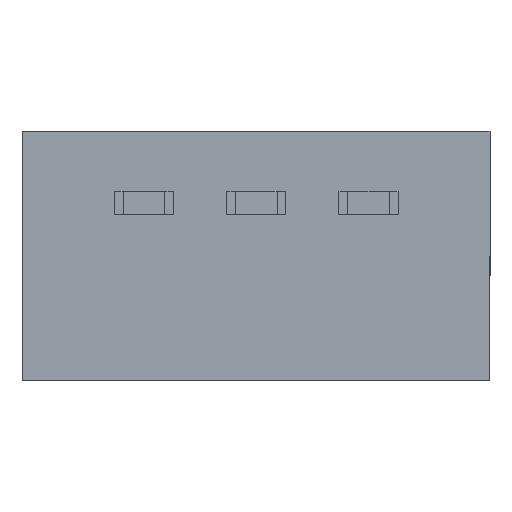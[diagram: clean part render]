
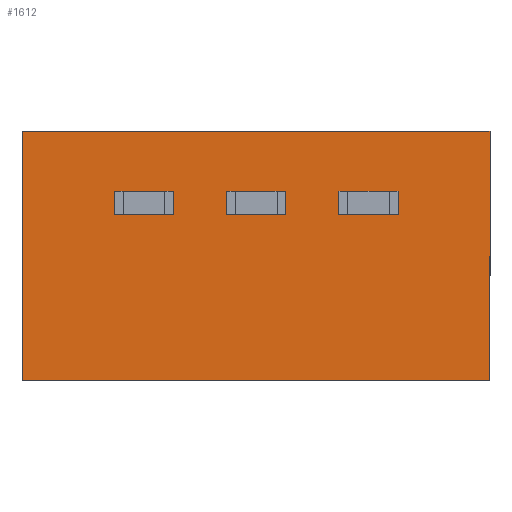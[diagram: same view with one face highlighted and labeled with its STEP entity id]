
A CAD part, front view. The second image highlights one B-rep face of the part: STEP entity #1612.
In plain terms, the highlighted planar face has unit normal (0, -1, 0).
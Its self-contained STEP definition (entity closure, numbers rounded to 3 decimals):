
#27 = VECTOR ( 'NONE', #1305, 1000. ) ;
#28 = LINE ( 'NONE', #1306, #27 ) ;
#38 = LINE ( 'NONE', #1331, #73 ) ;
#40 = VECTOR ( 'NONE', #1322, 1000. ) ;
#41 = LINE ( 'NONE', #1323, #40 ) ;
#42 = VECTOR ( 'NONE', #1324, 1000. ) ;
#43 = LINE ( 'NONE', #1325, #42 ) ;
#48 = VECTOR ( 'NONE', #1332, 1000. ) ;
#49 = LINE ( 'NONE', #1334, #48 ) ;
#62 = VECTOR ( 'NONE', #1347, 1000. ) ;
#63 = LINE ( 'NONE', #1349, #62 ) ;
#73 = VECTOR ( 'NONE', #1316, 1000. ) ;
#76 = VECTOR ( 'NONE', #1364, 1000. ) ;
#81 = LINE ( 'NONE', #1365, #76 ) ;
#85 = VECTOR ( 'NONE', #1001, 1000. ) ;
#94 = VECTOR ( 'NONE', #1062, 1000. ) ;
#95 = LINE ( 'NONE', #1063, #94 ) ;
#100 = VECTOR ( 'NONE', #1086, 1000. ) ;
#101 = LINE ( 'NONE', #1089, #100 ) ;
#105 = LINE ( 'NONE', #1183, #85 ) ;
#114 = VECTOR ( 'NONE', #1206, 1000. ) ;
#115 = LINE ( 'NONE', #1215, #114 ) ;
#156 = VECTOR ( 'NONE', #1402, 1000. ) ;
#157 = LINE ( 'NONE', #1403, #156 ) ;
#195 = LINE ( 'NONE', #1464, #205 ) ;
#205 = VECTOR ( 'NONE', #1452, 1000. ) ;
#208 = LINE ( 'NONE', #1466, #215 ) ;
#209 = VECTOR ( 'NONE', #1472, 1000. ) ;
#215 = VECTOR ( 'NONE', #1465, 1000. ) ;
#216 = LINE ( 'NONE', #1478, #209 ) ;
#242 = VECTOR ( 'NONE', #1497, 1000. ) ;
#273 = EDGE_CURVE ( 'NONE', #1567, #1512, #1986, .T. ) ;
#295 = EDGE_CURVE ( 'NONE', #1560, #1541, #216, .T. ) ;
#298 = EDGE_CURVE ( 'NONE', #1554, #1576, #208, .T. ) ;
#303 = EDGE_CURVE ( 'NONE', #1560, #1554, #195, .T. ) ;
#323 = EDGE_CURVE ( 'NONE', #1443, #1584, #157, .T. ) ;
#343 = EDGE_CURVE ( 'NONE', #1328, #1142, #115, .T. ) ;
#351 = EDGE_CURVE ( 'NONE', #1541, #1576, #101, .T. ) ;
#354 = EDGE_CURVE ( 'NONE', #1254, #1170, #95, .T. ) ;
#359 = EDGE_CURVE ( 'NONE', #1533, #1523, #105, .T. ) ;
#364 = EDGE_CURVE ( 'NONE', #1142, #1533, #81, .T. ) ;
#370 = EDGE_CURVE ( 'NONE', #1530, #1443, #63, .T. ) ;
#377 = EDGE_CURVE ( 'NONE', #1170, #1567, #49, .T. ) ;
#380 = EDGE_CURVE ( 'NONE', #1512, #1254, #43, .T. ) ;
#381 = EDGE_CURVE ( 'NONE', #1523, #1328, #41, .T. ) ;
#383 = EDGE_CURVE ( 'NONE', #1238, #1530, #38, .T. ) ;
#388 = EDGE_CURVE ( 'NONE', #1584, #1238, #28, .T. ) ;
#460 = EDGE_LOOP ( 'NONE', ( #2172, #2173, #2174, #2175 ) ) ;
#482 = EDGE_LOOP ( 'NONE', ( #2176, #2177, #2178, #2179 ) ) ;
#526 = AXIS2_PLACEMENT_3D ( 'NONE', #830, #803, #802 ) ;
#802 = DIRECTION ( 'NONE',  ( 0., 0., -1. ) ) ;
#803 = DIRECTION ( 'NONE',  ( 0., -1., 0. ) ) ;
#830 = CARTESIAN_POINT ( 'NONE',  ( 0., -15.42, -1. ) ) ;
#838 = PLANE ( 'NONE',  #526 ) ;
#1001 = DIRECTION ( 'NONE',  ( 0., 0., 1. ) ) ;
#1062 = DIRECTION ( 'NONE',  ( 0., 0., 1. ) ) ;
#1063 = CARTESIAN_POINT ( 'NONE',  ( 4.43, -15.42, -1. ) ) ;
#1086 = DIRECTION ( 'NONE',  ( -1., 0., 0. ) ) ;
#1089 = CARTESIAN_POINT ( 'NONE',  ( 0., -15.42, 4.4 ) ) ;
#1142 = VERTEX_POINT ( 'NONE', #1302 ) ;
#1170 = VERTEX_POINT ( 'NONE', #1286 ) ;
#1183 = CARTESIAN_POINT ( 'NONE',  ( 2., -15.42, -1. ) ) ;
#1201 = CARTESIAN_POINT ( 'NONE',  ( 8.14, -15.42, 2.6 ) ) ;
#1206 = DIRECTION ( 'NONE',  ( 0., 0., -1. ) ) ;
#1209 = CARTESIAN_POINT ( 'NONE',  ( 0., -15.42, 4.4 ) ) ;
#1215 = CARTESIAN_POINT ( 'NONE',  ( 3.28, -15.42, 3.1 ) ) ;
#1218 = CARTESIAN_POINT ( 'NONE',  ( 5.71, -15.42, 3.1 ) ) ;
#1221 = CARTESIAN_POINT ( 'NONE',  ( 10.13, -15.42, -1. ) ) ;
#1224 = CARTESIAN_POINT ( 'NONE',  ( 0., -15.42, -1. ) ) ;
#1234 = CARTESIAN_POINT ( 'NONE',  ( 10.13, -15.42, 4.4 ) ) ;
#1238 = VERTEX_POINT ( 'NONE', #1284 ) ;
#1246 = CARTESIAN_POINT ( 'NONE',  ( 2., -15.42, 2.6 ) ) ;
#1250 = CARTESIAN_POINT ( 'NONE',  ( 6.86, -15.42, 3.1 ) ) ;
#1254 = VERTEX_POINT ( 'NONE', #1282 ) ;
#1257 = CARTESIAN_POINT ( 'NONE',  ( 2., -15.42, 3.1 ) ) ;
#1266 = CARTESIAN_POINT ( 'NONE',  ( 5.71, -15.42, 2.6 ) ) ;
#1276 = CARTESIAN_POINT ( 'NONE',  ( 8.14, -15.42, 3.1 ) ) ;
#1281 = CARTESIAN_POINT ( 'NONE',  ( 3.28, -15.42, 3.1 ) ) ;
#1282 = CARTESIAN_POINT ( 'NONE',  ( 4.43, -15.42, 2.6 ) ) ;
#1284 = CARTESIAN_POINT ( 'NONE',  ( 6.86, -15.42, 2.6 ) ) ;
#1286 = CARTESIAN_POINT ( 'NONE',  ( 4.43, -15.42, 3.1 ) ) ;
#1302 = CARTESIAN_POINT ( 'NONE',  ( 3.28, -15.42, 2.6 ) ) ;
#1305 = DIRECTION ( 'NONE',  ( -1., 0., 0. ) ) ;
#1306 = CARTESIAN_POINT ( 'NONE',  ( 6.86, -15.42, 2.6 ) ) ;
#1316 = DIRECTION ( 'NONE',  ( 0., 0., 1. ) ) ;
#1322 = DIRECTION ( 'NONE',  ( 1., 0., 0. ) ) ;
#1323 = CARTESIAN_POINT ( 'NONE',  ( 2., -15.42, 3.1 ) ) ;
#1324 = DIRECTION ( 'NONE',  ( -1., 0., 0. ) ) ;
#1325 = CARTESIAN_POINT ( 'NONE',  ( 4.43, -15.42, 2.6 ) ) ;
#1328 = VERTEX_POINT ( 'NONE', #1281 ) ;
#1331 = CARTESIAN_POINT ( 'NONE',  ( 6.86, -15.42, -1. ) ) ;
#1332 = DIRECTION ( 'NONE',  ( 1., 0., 0. ) ) ;
#1334 = CARTESIAN_POINT ( 'NONE',  ( 4.43, -15.42, 3.1 ) ) ;
#1347 = DIRECTION ( 'NONE',  ( 1., 0., 0. ) ) ;
#1349 = CARTESIAN_POINT ( 'NONE',  ( 6.86, -15.42, 3.1 ) ) ;
#1364 = DIRECTION ( 'NONE',  ( -1., 0., 0. ) ) ;
#1365 = CARTESIAN_POINT ( 'NONE',  ( 2., -15.42, 2.6 ) ) ;
#1402 = DIRECTION ( 'NONE',  ( 0., 0., -1. ) ) ;
#1403 = CARTESIAN_POINT ( 'NONE',  ( 8.14, -15.42, 3.1 ) ) ;
#1443 = VERTEX_POINT ( 'NONE', #1276 ) ;
#1452 = DIRECTION ( 'NONE',  ( -1., 0., 0. ) ) ;
#1464 = CARTESIAN_POINT ( 'NONE',  ( 1., -15.42, -1. ) ) ;
#1465 = DIRECTION ( 'NONE',  ( 0., 0., 1. ) ) ;
#1466 = CARTESIAN_POINT ( 'NONE',  ( 0., -15.42, -1. ) ) ;
#1472 = DIRECTION ( 'NONE',  ( 0., 0., 1. ) ) ;
#1478 = CARTESIAN_POINT ( 'NONE',  ( 10.13, -15.42, -1. ) ) ;
#1497 = DIRECTION ( 'NONE',  ( 0., 0., -1. ) ) ;
#1512 = VERTEX_POINT ( 'NONE', #1266 ) ;
#1523 = VERTEX_POINT ( 'NONE', #1257 ) ;
#1530 = VERTEX_POINT ( 'NONE', #1250 ) ;
#1533 = VERTEX_POINT ( 'NONE', #1246 ) ;
#1541 = VERTEX_POINT ( 'NONE', #1234 ) ;
#1554 = VERTEX_POINT ( 'NONE', #1224 ) ;
#1560 = VERTEX_POINT ( 'NONE', #1221 ) ;
#1567 = VERTEX_POINT ( 'NONE', #1218 ) ;
#1570 = CARTESIAN_POINT ( 'NONE',  ( 5.71, -15.42, 3.1 ) ) ;
#1576 = VERTEX_POINT ( 'NONE', #1209 ) ;
#1584 = VERTEX_POINT ( 'NONE', #1201 ) ;
#1612 = ADVANCED_FACE ( 'NONE', ( #1734, #1731, #1699, #1693 ), #838, .T. ) ;
#1693 = FACE_BOUND ( 'NONE', #2148, .T. ) ;
#1699 = FACE_OUTER_BOUND ( 'NONE', #482, .T. ) ;
#1731 = FACE_BOUND ( 'NONE', #460, .T. ) ;
#1734 = FACE_BOUND ( 'NONE', #2144, .T. ) ;
#1986 = LINE ( 'NONE', #1570, #242 ) ;
#2144 = EDGE_LOOP ( 'NONE', ( #2168, #2169, #2170, #2171 ) ) ;
#2148 = EDGE_LOOP ( 'NONE', ( #2180, #2181, #2183, #2184 ) ) ;
#2168 = ORIENTED_EDGE ( 'NONE', *, *, #388, .T. ) ;
#2169 = ORIENTED_EDGE ( 'NONE', *, *, #383, .T. ) ;
#2170 = ORIENTED_EDGE ( 'NONE', *, *, #370, .T. ) ;
#2171 = ORIENTED_EDGE ( 'NONE', *, *, #323, .T. ) ;
#2172 = ORIENTED_EDGE ( 'NONE', *, *, #364, .T. ) ;
#2173 = ORIENTED_EDGE ( 'NONE', *, *, #359, .T. ) ;
#2174 = ORIENTED_EDGE ( 'NONE', *, *, #381, .T. ) ;
#2175 = ORIENTED_EDGE ( 'NONE', *, *, #343, .T. ) ;
#2176 = ORIENTED_EDGE ( 'NONE', *, *, #298, .F. ) ;
#2177 = ORIENTED_EDGE ( 'NONE', *, *, #303, .F. ) ;
#2178 = ORIENTED_EDGE ( 'NONE', *, *, #295, .T. ) ;
#2179 = ORIENTED_EDGE ( 'NONE', *, *, #351, .T. ) ;
#2180 = ORIENTED_EDGE ( 'NONE', *, *, #380, .T. ) ;
#2181 = ORIENTED_EDGE ( 'NONE', *, *, #354, .T. ) ;
#2183 = ORIENTED_EDGE ( 'NONE', *, *, #377, .T. ) ;
#2184 = ORIENTED_EDGE ( 'NONE', *, *, #273, .T. ) ;
